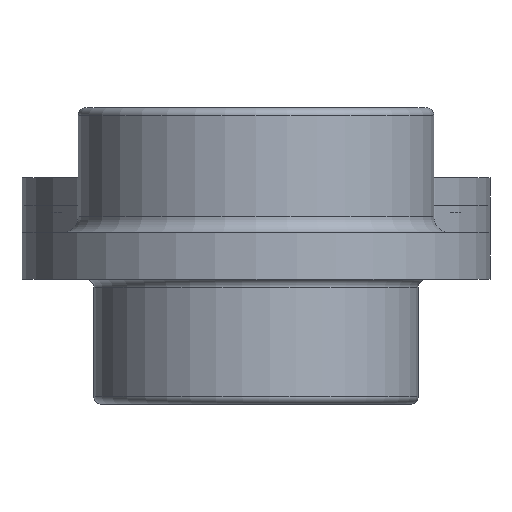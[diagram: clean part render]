
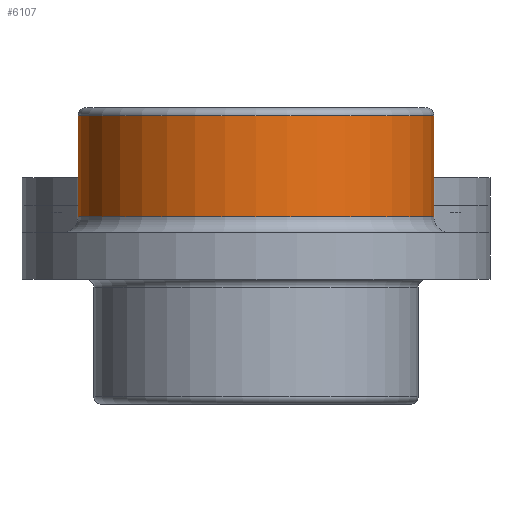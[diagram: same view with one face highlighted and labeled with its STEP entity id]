
A CAD part, front view. The second image highlights one B-rep face of the part: STEP entity #6107.
In plain terms, the highlighted cylindrical face has radius 36.195 mm (diameter 72.39 mm), a full revolution.
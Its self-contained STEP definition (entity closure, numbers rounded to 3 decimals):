
#1009=FACE_OUTER_BOUND('',#1403,.T.);
#1403=EDGE_LOOP('',(#5476,#5477,#5478,#5479,#5480));
#1860=LINE('',#11901,#2290);
#2290=VECTOR('',#7272,36.195);
#2398=CIRCLE('',#6381,36.195);
#2399=CIRCLE('',#6382,36.195);
#2400=CIRCLE('',#6384,36.195);
#2987=VERTEX_POINT('',#11894);
#2988=VERTEX_POINT('',#11896);
#2989=VERTEX_POINT('',#11900);
#3834=EDGE_CURVE('',#2987,#2988,#2398,.T.);
#3835=EDGE_CURVE('',#2988,#2987,#2399,.T.);
#3836=EDGE_CURVE('',#2988,#2989,#1860,.T.);
#3837=EDGE_CURVE('',#2989,#2989,#2400,.T.);
#5476=ORIENTED_EDGE('',*,*,#3835,.F.);
#5477=ORIENTED_EDGE('',*,*,#3836,.T.);
#5478=ORIENTED_EDGE('',*,*,#3837,.F.);
#5479=ORIENTED_EDGE('',*,*,#3836,.F.);
#5480=ORIENTED_EDGE('',*,*,#3834,.F.);
#5801=CYLINDRICAL_SURFACE('',#6383,36.195);
#6107=ADVANCED_FACE('',(#1009),#5801,.T.);
#6381=AXIS2_PLACEMENT_3D('',#11897,#7266,#7267);
#6382=AXIS2_PLACEMENT_3D('',#11898,#7268,#7269);
#6383=AXIS2_PLACEMENT_3D('',#11899,#7270,#7271);
#6384=AXIS2_PLACEMENT_3D('',#11902,#7273,#7274);
#7266=DIRECTION('center_axis',(0.,0.,1.));
#7267=DIRECTION('ref_axis',(-1.,0.,0.));
#7268=DIRECTION('center_axis',(0.,0.,1.));
#7269=DIRECTION('ref_axis',(-1.,0.,0.));
#7270=DIRECTION('center_axis',(0.,0.,1.));
#7271=DIRECTION('ref_axis',(-1.,0.,0.));
#7272=DIRECTION('',(0.,0.,-1.));
#7273=DIRECTION('center_axis',(0.,0.,-1.));
#7274=DIRECTION('ref_axis',(-1.,0.,0.));
#11894=CARTESIAN_POINT('',(11.43,41.275,33.338));
#11896=CARTESIAN_POINT('',(83.82,41.275,33.338));
#11897=CARTESIAN_POINT('Origin',(47.625,41.275,33.338));
#11898=CARTESIAN_POINT('Origin',(47.625,41.275,33.338));
#11899=CARTESIAN_POINT('Origin',(47.625,41.275,9.525));
#11900=CARTESIAN_POINT('',(83.82,41.275,12.7));
#11901=CARTESIAN_POINT('',(83.82,41.275,9.525));
#11902=CARTESIAN_POINT('Origin',(47.625,41.275,12.7));
